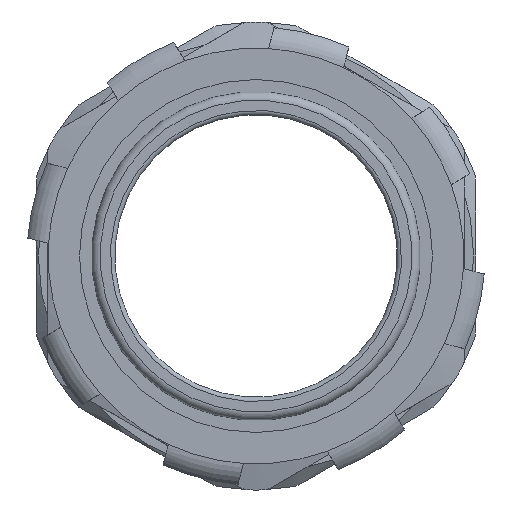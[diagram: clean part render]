
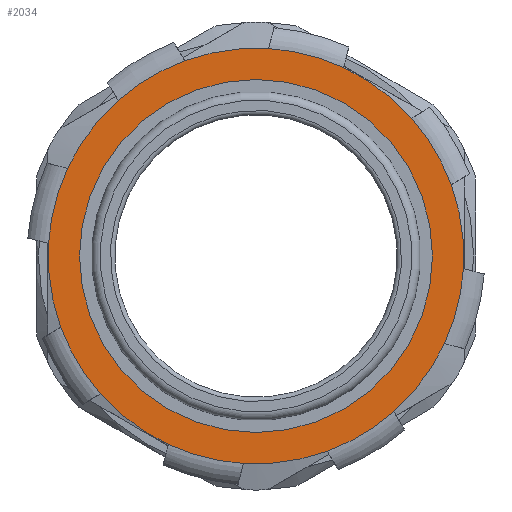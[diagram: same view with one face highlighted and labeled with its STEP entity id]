
A CAD part, front view. The second image highlights one B-rep face of the part: STEP entity #2034.
In plain terms, the highlighted planar face has unit normal (0, -1, 0).
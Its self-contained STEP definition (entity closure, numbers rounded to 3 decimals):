
#267=FACE_BOUND('',#471,.T.);
#282=PLANE('',#2220);
#344=FACE_OUTER_BOUND('',#470,.T.);
#470=EDGE_LOOP('',(#1539,#1540,#1541,#1542,#1543,#1544,#1545,#1546,#1547,
#1548,#1549,#1550,#1551,#1552,#1553,#1554));
#471=EDGE_LOOP('',(#1555));
#785=CIRCLE('',#2221,24.2);
#786=CIRCLE('',#2222,24.2);
#787=CIRCLE('',#2223,24.2);
#788=CIRCLE('',#2224,24.2);
#789=CIRCLE('',#2225,24.2);
#790=CIRCLE('',#2226,24.2);
#791=CIRCLE('',#2227,24.2);
#792=CIRCLE('',#2228,24.2);
#793=CIRCLE('',#2229,24.2);
#794=CIRCLE('',#2230,24.2);
#795=CIRCLE('',#2231,24.2);
#796=CIRCLE('',#2232,24.2);
#797=CIRCLE('',#2233,24.2);
#798=CIRCLE('',#2234,24.2);
#799=CIRCLE('',#2235,24.2);
#800=CIRCLE('',#2236,24.2);
#801=CIRCLE('',#2237,20.55);
#925=VERTEX_POINT('',#3281);
#926=VERTEX_POINT('',#3282);
#927=VERTEX_POINT('',#3284);
#928=VERTEX_POINT('',#3286);
#929=VERTEX_POINT('',#3288);
#930=VERTEX_POINT('',#3290);
#931=VERTEX_POINT('',#3292);
#932=VERTEX_POINT('',#3294);
#933=VERTEX_POINT('',#3296);
#934=VERTEX_POINT('',#3298);
#935=VERTEX_POINT('',#3300);
#936=VERTEX_POINT('',#3302);
#937=VERTEX_POINT('',#3304);
#938=VERTEX_POINT('',#3306);
#939=VERTEX_POINT('',#3308);
#940=VERTEX_POINT('',#3310);
#941=VERTEX_POINT('',#3313);
#1146=EDGE_CURVE('',#925,#926,#785,.T.);
#1147=EDGE_CURVE('',#926,#927,#786,.T.);
#1148=EDGE_CURVE('',#927,#928,#787,.T.);
#1149=EDGE_CURVE('',#928,#929,#788,.T.);
#1150=EDGE_CURVE('',#929,#930,#789,.T.);
#1151=EDGE_CURVE('',#930,#931,#790,.T.);
#1152=EDGE_CURVE('',#931,#932,#791,.T.);
#1153=EDGE_CURVE('',#932,#933,#792,.T.);
#1154=EDGE_CURVE('',#933,#934,#793,.T.);
#1155=EDGE_CURVE('',#934,#935,#794,.T.);
#1156=EDGE_CURVE('',#935,#936,#795,.T.);
#1157=EDGE_CURVE('',#936,#937,#796,.T.);
#1158=EDGE_CURVE('',#937,#938,#797,.T.);
#1159=EDGE_CURVE('',#938,#939,#798,.T.);
#1160=EDGE_CURVE('',#939,#940,#799,.T.);
#1161=EDGE_CURVE('',#940,#925,#800,.T.);
#1162=EDGE_CURVE('',#941,#941,#801,.T.);
#1539=ORIENTED_EDGE('',*,*,#1146,.T.);
#1540=ORIENTED_EDGE('',*,*,#1147,.T.);
#1541=ORIENTED_EDGE('',*,*,#1148,.T.);
#1542=ORIENTED_EDGE('',*,*,#1149,.T.);
#1543=ORIENTED_EDGE('',*,*,#1150,.T.);
#1544=ORIENTED_EDGE('',*,*,#1151,.T.);
#1545=ORIENTED_EDGE('',*,*,#1152,.T.);
#1546=ORIENTED_EDGE('',*,*,#1153,.T.);
#1547=ORIENTED_EDGE('',*,*,#1154,.T.);
#1548=ORIENTED_EDGE('',*,*,#1155,.T.);
#1549=ORIENTED_EDGE('',*,*,#1156,.T.);
#1550=ORIENTED_EDGE('',*,*,#1157,.T.);
#1551=ORIENTED_EDGE('',*,*,#1158,.T.);
#1552=ORIENTED_EDGE('',*,*,#1159,.T.);
#1553=ORIENTED_EDGE('',*,*,#1160,.T.);
#1554=ORIENTED_EDGE('',*,*,#1161,.T.);
#1555=ORIENTED_EDGE('',*,*,#1162,.F.);
#2034=ADVANCED_FACE('',(#344,#267),#282,.T.);
#2220=AXIS2_PLACEMENT_3D('',#3280,#2555,#2556);
#2221=AXIS2_PLACEMENT_3D('',#3283,#2557,#2558);
#2222=AXIS2_PLACEMENT_3D('',#3285,#2559,#2560);
#2223=AXIS2_PLACEMENT_3D('',#3287,#2561,#2562);
#2224=AXIS2_PLACEMENT_3D('',#3289,#2563,#2564);
#2225=AXIS2_PLACEMENT_3D('',#3291,#2565,#2566);
#2226=AXIS2_PLACEMENT_3D('',#3293,#2567,#2568);
#2227=AXIS2_PLACEMENT_3D('',#3295,#2569,#2570);
#2228=AXIS2_PLACEMENT_3D('',#3297,#2571,#2572);
#2229=AXIS2_PLACEMENT_3D('',#3299,#2573,#2574);
#2230=AXIS2_PLACEMENT_3D('',#3301,#2575,#2576);
#2231=AXIS2_PLACEMENT_3D('',#3303,#2577,#2578);
#2232=AXIS2_PLACEMENT_3D('',#3305,#2579,#2580);
#2233=AXIS2_PLACEMENT_3D('',#3307,#2581,#2582);
#2234=AXIS2_PLACEMENT_3D('',#3309,#2583,#2584);
#2235=AXIS2_PLACEMENT_3D('',#3311,#2585,#2586);
#2236=AXIS2_PLACEMENT_3D('',#3312,#2587,#2588);
#2237=AXIS2_PLACEMENT_3D('',#3314,#2589,#2590);
#2555=DIRECTION('center_axis',(0.,-1.,0.));
#2556=DIRECTION('ref_axis',(0.969,0.,-0.246));
#2557=DIRECTION('center_axis',(0.,-1.,0.));
#2558=DIRECTION('ref_axis',(0.969,0.,-0.246));
#2559=DIRECTION('center_axis',(0.,-1.,0.));
#2560=DIRECTION('ref_axis',(0.246,0.,0.969));
#2561=DIRECTION('center_axis',(0.,-1.,0.));
#2562=DIRECTION('ref_axis',(0.969,0.,-0.246));
#2563=DIRECTION('center_axis',(0.,-1.,0.));
#2564=DIRECTION('ref_axis',(0.246,0.,0.969));
#2565=DIRECTION('center_axis',(0.,-1.,0.));
#2566=DIRECTION('ref_axis',(0.969,0.,-0.246));
#2567=DIRECTION('center_axis',(0.,-1.,0.));
#2568=DIRECTION('ref_axis',(0.246,0.,0.969));
#2569=DIRECTION('center_axis',(0.,-1.,0.));
#2570=DIRECTION('ref_axis',(0.969,0.,-0.246));
#2571=DIRECTION('center_axis',(0.,-1.,0.));
#2572=DIRECTION('ref_axis',(0.246,0.,0.969));
#2573=DIRECTION('center_axis',(0.,-1.,0.));
#2574=DIRECTION('ref_axis',(0.969,0.,-0.246));
#2575=DIRECTION('center_axis',(0.,-1.,0.));
#2576=DIRECTION('ref_axis',(0.246,0.,0.969));
#2577=DIRECTION('center_axis',(0.,-1.,0.));
#2578=DIRECTION('ref_axis',(0.969,0.,-0.246));
#2579=DIRECTION('center_axis',(0.,-1.,0.));
#2580=DIRECTION('ref_axis',(0.246,0.,0.969));
#2581=DIRECTION('center_axis',(0.,-1.,0.));
#2582=DIRECTION('ref_axis',(0.969,0.,-0.246));
#2583=DIRECTION('center_axis',(0.,-1.,0.));
#2584=DIRECTION('ref_axis',(0.246,0.,0.969));
#2585=DIRECTION('center_axis',(0.,-1.,0.));
#2586=DIRECTION('ref_axis',(0.969,0.,-0.246));
#2587=DIRECTION('center_axis',(0.,-1.,0.));
#2588=DIRECTION('ref_axis',(0.246,0.,0.969));
#2589=DIRECTION('center_axis',(0.,-1.,0.));
#2590=DIRECTION('ref_axis',(-1.,0.,0.));
#3280=CARTESIAN_POINT('Origin',(0.,5.6,0.));
#3281=CARTESIAN_POINT('',(21.945,5.6,-10.2));
#3282=CARTESIAN_POINT('',(24.155,5.6,-1.475));
#3283=CARTESIAN_POINT('Origin',(0.,5.6,0.));
#3284=CARTESIAN_POINT('',(22.73,5.6,8.305));
#3285=CARTESIAN_POINT('Origin',(0.,5.6,0.));
#3286=CARTESIAN_POINT('',(18.123,5.6,16.037));
#3287=CARTESIAN_POINT('Origin',(0.,5.6,0.));
#3288=CARTESIAN_POINT('',(10.2,5.6,21.945));
#3289=CARTESIAN_POINT('Origin',(0.,5.6,0.));
#3290=CARTESIAN_POINT('',(1.475,5.6,24.155));
#3291=CARTESIAN_POINT('Origin',(0.,5.6,0.));
#3292=CARTESIAN_POINT('',(-8.305,5.6,22.73));
#3293=CARTESIAN_POINT('Origin',(0.,5.6,0.));
#3294=CARTESIAN_POINT('',(-16.037,5.6,18.123));
#3295=CARTESIAN_POINT('Origin',(0.,5.6,0.));
#3296=CARTESIAN_POINT('',(-21.945,5.6,10.2));
#3297=CARTESIAN_POINT('Origin',(0.,5.6,0.));
#3298=CARTESIAN_POINT('',(-24.155,5.6,1.475));
#3299=CARTESIAN_POINT('Origin',(0.,5.6,0.));
#3300=CARTESIAN_POINT('',(-22.73,5.6,-8.305));
#3301=CARTESIAN_POINT('Origin',(0.,5.6,0.));
#3302=CARTESIAN_POINT('',(-18.123,5.6,-16.037));
#3303=CARTESIAN_POINT('Origin',(0.,5.6,0.));
#3304=CARTESIAN_POINT('',(-10.2,5.6,-21.945));
#3305=CARTESIAN_POINT('Origin',(0.,5.6,0.));
#3306=CARTESIAN_POINT('',(-1.475,5.6,-24.155));
#3307=CARTESIAN_POINT('Origin',(0.,5.6,0.));
#3308=CARTESIAN_POINT('',(8.305,5.6,-22.73));
#3309=CARTESIAN_POINT('Origin',(0.,5.6,0.));
#3310=CARTESIAN_POINT('',(16.037,5.6,-18.123));
#3311=CARTESIAN_POINT('Origin',(0.,5.6,0.));
#3312=CARTESIAN_POINT('Origin',(0.,5.6,0.));
#3313=CARTESIAN_POINT('',(20.55,5.6,0.));
#3314=CARTESIAN_POINT('Origin',(0.,5.6,0.));
